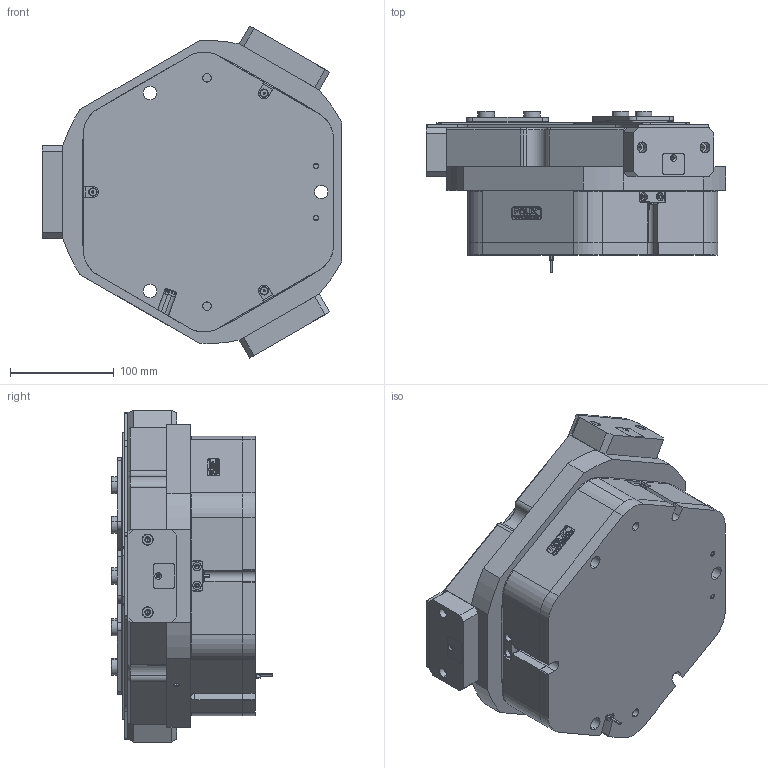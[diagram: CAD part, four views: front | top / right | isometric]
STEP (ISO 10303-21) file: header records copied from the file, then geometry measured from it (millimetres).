
FILE_DESCRIPTION (( 'STEP AP203' ), '1' );
FILE_NAME ('FZ185-292-P.STEP', '2024-12-20T07:57:30', ( 'USER-' ), ( 'Microsoft' ), 'SwSTEP 2.0', 'SolidWorks 2018', '' );
FILE_SCHEMA (( 'CONFIG_CONTROL_DESIGN' ));
Length unit declared in the file: millimetre
Products named in the file (16): 湮酴; TZT185-292-M-14 忒硌薊啣; M8-30諉輪羲壽; TZT185-292-M-12 耜猾极; 昹親棠覜羲壽; TR300-15-1晚假蚾輸; TZT185-292-M-15 耜猾苤裔; TZT185-292-M-05 菁裔啣; 32x12-R2; ﾏ擎ﾗ16｡ﾁ12｡ﾁ16; TZT185-292-M-11 奻葡裔啣; TZT185-292-M-01 褲极; TZT185-292; TZT185-292-M-13 痄雄結啣; FZ185-292-P; TZT185-292-M-02 賑輸
Assembly tree (39 placements, depth 3):
  FZ185-292-P
    TZT185-292
      TZT185-292-M-01 褲极
      TZT185-292-M-02 賑輸  x3
      TR300-15-1晚假蚾輸  x3
      湮酴  x3
      TZT185-292-M-05 菁裔啣
      32x12-R2
      M8-30諉輪羲壽  x3
      昹親棠覜羲壽  x2
    TZT185-292-M-11 奻葡裔啣
    TZT185-292-M-12 耜猾极  x3
    TZT185-292-M-13 痄雄結啣  x3
    TZT185-292-M-14 忒硌薊啣  x3
    TZT185-292-M-15 耜猾苤裔  x3
    昹親棠覜羲壽  x2
    ﾏ擎ﾗ16｡ﾁ12｡ﾁ16  x6
Bounding box: 289 x 155.37 x 319.9 mm (x, y, z)
Volume: 6476717.5 mm3; surface area: 701455.6 mm2
Topology: 38 solids, 38 shells, 2253 faces, 5824 edges, 3709 vertices
Faces by surface type: plane 1090, cylinder 708, cone 277, bspline 166, torus 12
Entity records: 53188 total; most frequent: CARTESIAN_POINT 14963, ORIENTED_EDGE 7636, DIRECTION 7130, EDGE_CURVE 3818, VERTEX_POINT 2465, LINE 2464, VECTOR 2464, AXIS2_PLACEMENT_3D 2333
